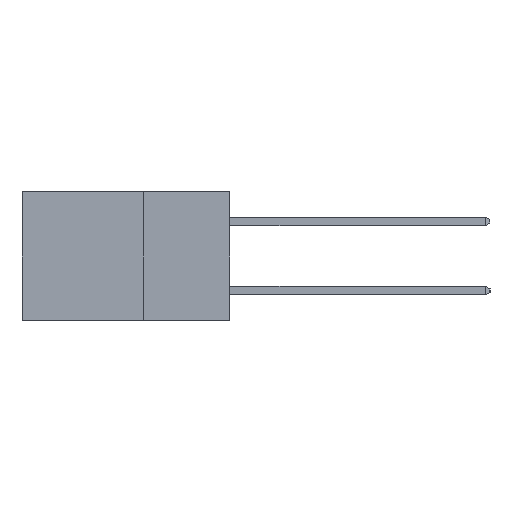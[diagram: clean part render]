
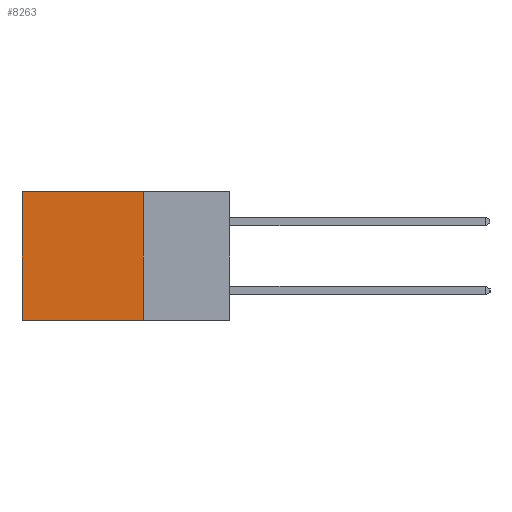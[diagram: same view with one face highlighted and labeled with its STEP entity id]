
A CAD part, left-side view. The second image highlights one B-rep face of the part: STEP entity #8263.
In plain terms, the highlighted planar face has unit normal (-1, 0, 0).
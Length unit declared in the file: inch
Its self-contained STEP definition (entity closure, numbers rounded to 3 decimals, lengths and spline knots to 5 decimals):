
#259 = DIRECTION ( 'NONE',  ( 0., 1., 0. ) ) ;
#577 = VECTOR ( 'NONE', #16437, 39.37008 ) ;
#899 = EDGE_CURVE ( 'NONE', #8173, #12466, #9159, .T. ) ;
#1470 = CARTESIAN_POINT ( 'NONE',  ( 0.2615, 0.25, 0. ) ) ;
#1486 = VECTOR ( 'NONE', #15083, 39.37008 ) ;
#1514 = DIRECTION ( 'NONE',  ( 0., 1., 0. ) ) ;
#2026 = EDGE_LOOP ( 'NONE', ( #8086, #10128, #4829, #8733 ) ) ;
#2683 = FACE_OUTER_BOUND ( 'NONE', #2026, .T. ) ;
#4323 = VERTEX_POINT ( 'NONE', #5052 ) ;
#4829 = ORIENTED_EDGE ( 'NONE', *, *, #899, .F. ) ;
#4986 = CARTESIAN_POINT ( 'NONE',  ( 0.2615, 0.6, -0.37 ) ) ;
#5052 = CARTESIAN_POINT ( 'NONE',  ( 0.2615, 0.6, -0.37 ) ) ;
#5543 = VECTOR ( 'NONE', #1514, 39.37008 ) ;
#8086 = ORIENTED_EDGE ( 'NONE', *, *, #14220, .T. ) ;
#8173 = VERTEX_POINT ( 'NONE', #18587 ) ;
#8263 = ADVANCED_FACE ( 'NONE', ( #2683 ), #14631, .F. ) ;
#8570 = LINE ( 'NONE', #10390, #11452 ) ;
#8733 = ORIENTED_EDGE ( 'NONE', *, *, #10556, .T. ) ;
#9159 = LINE ( 'NONE', #11562, #1486 ) ;
#9336 = LINE ( 'NONE', #1470, #5543 ) ;
#10128 = ORIENTED_EDGE ( 'NONE', *, *, #18610, .F. ) ;
#10390 = CARTESIAN_POINT ( 'NONE',  ( 0.2615, 0.25, -0.37 ) ) ;
#10556 = EDGE_CURVE ( 'NONE', #8173, #14288, #9336, .T. ) ;
#11452 = VECTOR ( 'NONE', #259, 39.37008 ) ;
#11562 = CARTESIAN_POINT ( 'NONE',  ( 0.2615, 0.25, -0.37 ) ) ;
#12466 = VERTEX_POINT ( 'NONE', #17863 ) ;
#13754 = CARTESIAN_POINT ( 'NONE',  ( 0.2615, 0.6, 0. ) ) ;
#14220 = EDGE_CURVE ( 'NONE', #14288, #4323, #16345, .T. ) ;
#14288 = VERTEX_POINT ( 'NONE', #13754 ) ;
#14588 = CARTESIAN_POINT ( 'NONE',  ( 0.2615, 0.25, -0.37 ) ) ;
#14631 = PLANE ( 'NONE',  #15815 ) ;
#14744 = DIRECTION ( 'NONE',  ( 0., 0., -1. ) ) ;
#14756 = DIRECTION ( 'NONE',  ( 1., 0., 0. ) ) ;
#15083 = DIRECTION ( 'NONE',  ( 0., 0., -1. ) ) ;
#15815 = AXIS2_PLACEMENT_3D ( 'NONE', #14588, #14756, #14744 ) ;
#16345 = LINE ( 'NONE', #4986, #577 ) ;
#16437 = DIRECTION ( 'NONE',  ( 0., 0., -1. ) ) ;
#17863 = CARTESIAN_POINT ( 'NONE',  ( 0.2615, 0.25, -0.37 ) ) ;
#18587 = CARTESIAN_POINT ( 'NONE',  ( 0.2615, 0.25, 0. ) ) ;
#18610 = EDGE_CURVE ( 'NONE', #12466, #4323, #8570, .T. ) ;
